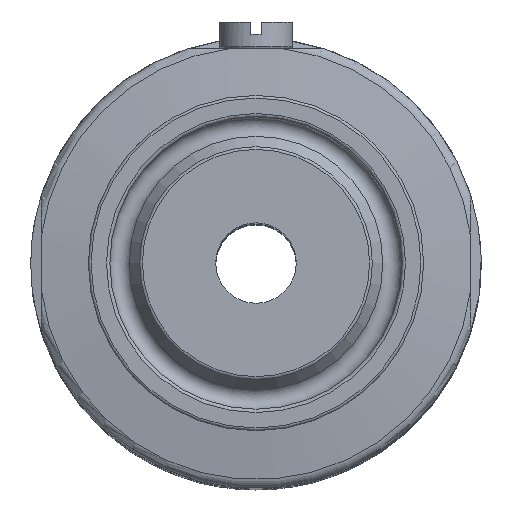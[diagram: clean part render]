
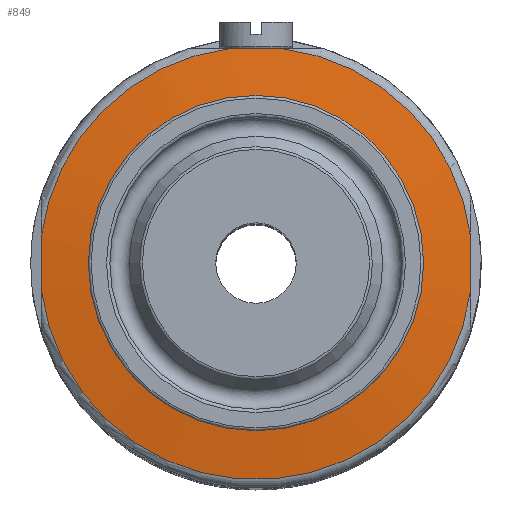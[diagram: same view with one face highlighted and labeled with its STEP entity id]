
A CAD part, top view. The second image highlights one B-rep face of the part: STEP entity #849.
In plain terms, the highlighted toroidal (fillet/blend) face has major radius 0.001 mm and minor radius 100.8 mm.
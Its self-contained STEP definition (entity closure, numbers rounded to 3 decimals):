
#19=DEGENERATE_TOROIDAL_SURFACE('',#980,0.001,100.8,
 .F.);
#24=B_SPLINE_CURVE_WITH_KNOTS('',3,(#1499,#1500,#1501,#1502),
 .UNSPECIFIED.,.F.,.F.,(4,4),(0.048,0.052),
 .UNSPECIFIED.);
#25=B_SPLINE_CURVE_WITH_KNOTS('',3,(#1503,#1504,#1505,#1506),
 .UNSPECIFIED.,.F.,.F.,(4,4),(0.048,0.053),
 .UNSPECIFIED.);
#26=B_SPLINE_CURVE_WITH_KNOTS('',3,(#1510,#1511,#1512,#1513),
 .UNSPECIFIED.,.F.,.F.,(4,4),(0.048,0.053),
 .UNSPECIFIED.);
#188=ORIENTED_EDGE('',*,*,#358,.T.);
#189=ORIENTED_EDGE('',*,*,#353,.F.);
#190=ORIENTED_EDGE('',*,*,#359,.T.);
#191=ORIENTED_EDGE('',*,*,#355,.F.);
#192=ORIENTED_EDGE('',*,*,#360,.T.);
#193=ORIENTED_EDGE('',*,*,#361,.F.);
#194=ORIENTED_EDGE('',*,*,#362,.T.);
#353=EDGE_CURVE('',#445,#446,#517,.T.);
#355=EDGE_CURVE('',#447,#448,#518,.T.);
#358=EDGE_CURVE('',#449,#449,#519,.T.);
#359=EDGE_CURVE('',#445,#448,#24,.T.);
#360=EDGE_CURVE('',#447,#450,#25,.T.);
#361=EDGE_CURVE('',#451,#450,#520,.T.);
#362=EDGE_CURVE('',#451,#446,#26,.T.);
#445=VERTEX_POINT('',#1462);
#446=VERTEX_POINT('',#1464);
#447=VERTEX_POINT('',#1476);
#448=VERTEX_POINT('',#1477);
#449=VERTEX_POINT('',#1498);
#450=VERTEX_POINT('',#1507);
#451=VERTEX_POINT('',#1509);
#517=CIRCLE('',#977,16.128);
#518=CIRCLE('',#979,16.128);
#519=CIRCLE('',#981,9.5);
#520=CIRCLE('',#982,16.128);
#595=EDGE_LOOP('',(#188));
#596=EDGE_LOOP('',(#189,#190,#191,#192,#193,#194));
#720=FACE_BOUND('',#595,.T.);
#721=FACE_BOUND('',#596,.T.);
#849=ADVANCED_FACE('',(#720,#721),#19,.F.);
#977=AXIS2_PLACEMENT_3D('',#1463,#1164,#1165);
#979=AXIS2_PLACEMENT_3D('',#1475,#1168,#1169);
#980=AXIS2_PLACEMENT_3D('',#1496,#1170,#1171);
#981=AXIS2_PLACEMENT_3D('',#1497,#1172,#1173);
#982=AXIS2_PLACEMENT_3D('',#1508,#1174,#1175);
#1164=DIRECTION('',(0.,0.,-1.));
#1165=DIRECTION('',(-1.,0.,0.));
#1168=DIRECTION('',(0.,0.,-1.));
#1169=DIRECTION('',(-1.,0.,0.));
#1170=DIRECTION('',(0.,0.,-1.));
#1171=DIRECTION('',(-1.,0.,0.));
#1172=DIRECTION('',(0.,0.,-1.));
#1173=DIRECTION('',(-1.,0.,0.));
#1174=DIRECTION('',(0.,0.,-1.));
#1175=DIRECTION('',(-1.,0.,0.));
#1462=CARTESIAN_POINT('',(2.028,16.,10.05));
#1463=CARTESIAN_POINT('',(0.,0.,10.05));
#1464=CARTESIAN_POINT('',(16.,2.028,10.05));
#1475=CARTESIAN_POINT('',(0.,0.,10.05));
#1476=CARTESIAN_POINT('',(-16.,2.028,10.05));
#1477=CARTESIAN_POINT('',(-2.028,16.,10.05));
#1496=CARTESIAN_POINT('',(0.,0.,-89.451));
#1497=CARTESIAN_POINT('',(0.,0.,10.9));
#1498=CARTESIAN_POINT('',(-9.5,0.,10.9));
#1499=CARTESIAN_POINT('',(2.028,16.,10.05));
#1500=CARTESIAN_POINT('',(0.678,16.,10.078));
#1501=CARTESIAN_POINT('',(-0.674,16.,10.078));
#1502=CARTESIAN_POINT('',(-2.028,16.,10.05));
#1503=CARTESIAN_POINT('',(-16.,2.028,10.05));
#1504=CARTESIAN_POINT('',(-16.,0.678,10.078));
#1505=CARTESIAN_POINT('',(-16.,-0.674,10.078));
#1506=CARTESIAN_POINT('',(-16.,-2.028,10.05));
#1507=CARTESIAN_POINT('',(-16.,-2.028,10.05));
#1508=CARTESIAN_POINT('',(0.,0.,10.05));
#1509=CARTESIAN_POINT('',(16.,-2.028,10.05));
#1510=CARTESIAN_POINT('',(16.,-2.028,10.05));
#1511=CARTESIAN_POINT('',(16.,-0.678,10.078));
#1512=CARTESIAN_POINT('',(16.,0.674,10.078));
#1513=CARTESIAN_POINT('',(16.,2.028,10.05));
